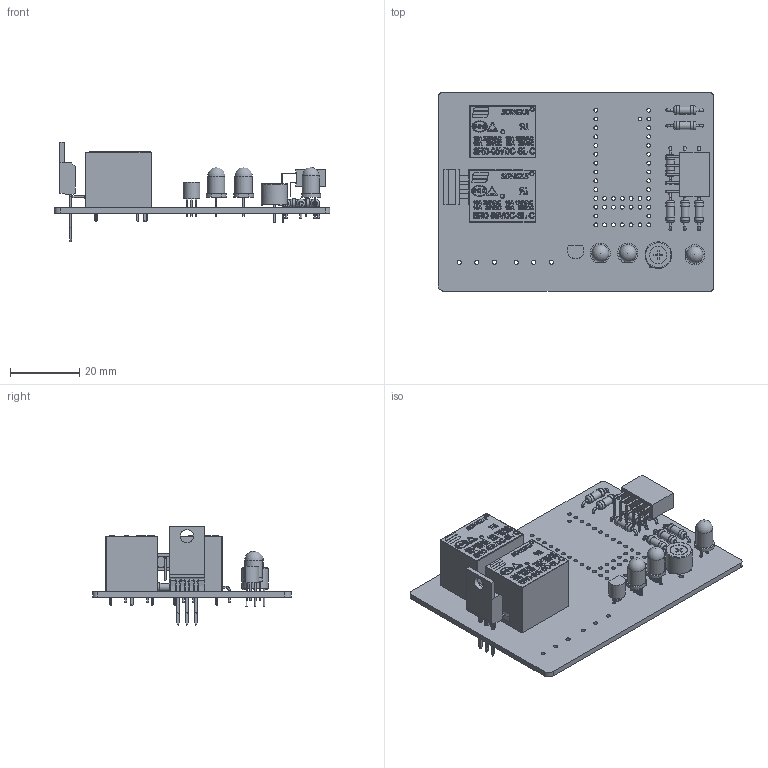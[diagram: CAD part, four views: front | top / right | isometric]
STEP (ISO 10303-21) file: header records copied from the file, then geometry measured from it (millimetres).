
FILE_DESCRIPTION(('FreeCAD Model'),'2;1');
FILE_NAME('Hyperwiper 2020 production prototype1.step', '2020-08-05T14:58:32',('kicad StepUp'),('ksu MCAD'), 'Open CASCADE STEP processor 7.3','FreeCAD','Unknown');
FILE_SCHEMA(('AUTOMOTIVE_DESIGN { 1 0 10303 214 1 1 1 1 }'));
Length unit declared in the file: millimetre
Products named in the file (20): Local_CS_78c2; Pcb_78c2; "U3"_TO-220-3_Horizontal_TabDown_becdbb48-be16-4c7f-b8cd-8eb076dffe1e; "U3"_TO-220-3_Vertical_becdbb48-be16-4c7f-b8cd-8eb076dffe1e[2]; "RV1"_Potentiometer_Bourns_3339P_Vertical_
6381e705-981a-4847-964e-a7d576ed1b82[2]; "R9"_R_Axial_DIN0207_L63mm_D25mm_P1016mm_Horizontal_
8d63e31b-fa81-421f-b73b-3a37fe38d65e; "R8"_R_Axial_DIN0207_L63mm_D25mm_P1016mm_Horizontal_
e2546320-3924-4054-8a64-937a758f1acf; "R7"_R_Axial_DIN0207_L63mm_D25mm_P1016mm_Horizontal_
249785b8-5fa3-4fb8-8f1f-04161e5d5098; "R6"_R_Axial_DIN0207_L63mm_D25mm_P1016mm_Horizontal_
01e8b471-9998-4a4d-ba4c-96e8750f4c53; "R5"_R_Axial_DIN0207_L63mm_D25mm_P1016mm_Horizontal_
50be14a0-b4a2-46b7-8033-61eaba24a311; "R4"_R_Axial_DIN0207_L63mm_D25mm_P1016mm_Horizontal_
07f5b6d9-201b-4cb1-92bc-8f21ba0bc162; "R3"_R_Axial_DIN0207_L63mm_D25mm_P1016mm_Horizontal_
d926b287-4e34-40df-8f84-91ad81935006; "D3"_LED_D5.0mm_Clear_5a2d6681-c3d5-4c58-8810-64d32f891710; "D2"_LED_D5.0mm-4_aa6ae03e-9473-4d2b-9463-b37cde59dd3b; "D1"_LED_D5.0mm-4_b738cdf1-e026-4e28-a1e2-97e3b03845d4; "U1"_PinSocket_2x05_P254mm_Horizontal_
8162b6c0-64fd-40a0-9567-fa49f4a1b1c0[2]; "R1"_R_Axial_DIN0207_L63mm_D25mm_P1016mm_Horizontal_
e6f3617a-7bc9-4746-ab5c-694fb4ee0725; "Q1"_TO-92_Inline_Narrow_5a1374aa-4f8e-443d-8759-2895e31369fd; "K2"_SRD-05VDC-SL-C--3DModel-STEP-184599_
d99a68e3-6d88-4b9e-bfd1-822506955fbb[2]; "K1"_SRD-05VDC-SL-C--3DModel-STEP-184599_
91980c7e-b4c1-4a1a-b731-37cb0542e753[2]
Bounding box: 79.5 x 57.28 x 28.52 mm (x, y, z)
Volume: 18857.9 mm3; surface area: 16999.1 mm2
Topology: 39 solids, 159 shells, 1449 faces, 5056 edges, 3879 vertices
Faces by surface type: plane 1164, cylinder 231, torus 37, sphere 17
Full cylindrical faces by diameter (mm): 0.43 x3, 0.6 x32, 0.75 x3, 0.8 x16, 0.9 x10, 1 x8, 1.1 x47, 1.194 x6, 1.3 x9, 2.25 x8, 2.5 x16, 3.735 x2, 4.9 x1, 5 x3, 7.62 x1
Entity records: 63969 total; most frequent: CARTESIAN_POINT 12882, ORIENTED_EDGE 8176, DIRECTION 7279, EDGE_CURVE 5045, VERTEX_POINT 3879, LINE 3203, VECTOR 3203, AXIS2_PLACEMENT_3D 2038
